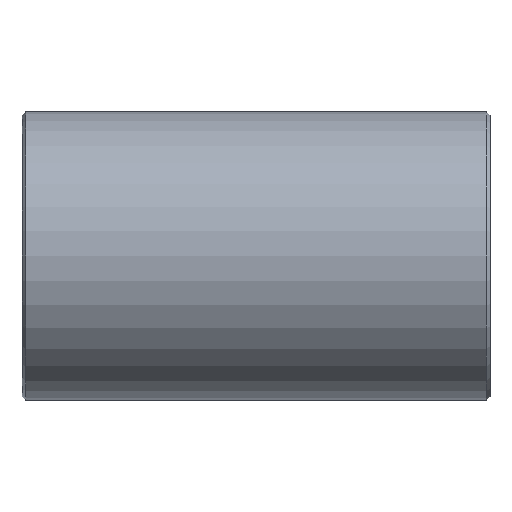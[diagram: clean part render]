
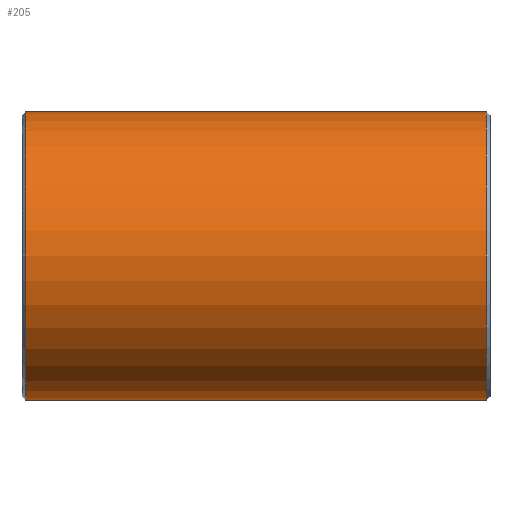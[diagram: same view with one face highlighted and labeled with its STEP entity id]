
A CAD part, front view. The second image highlights one B-rep face of the part: STEP entity #205.
In plain terms, the highlighted cylindrical face has radius 109.537 mm (diameter 219.075 mm), a partial arc.
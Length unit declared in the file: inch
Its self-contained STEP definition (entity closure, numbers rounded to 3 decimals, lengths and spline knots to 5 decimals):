
#42 = FACE_OUTER_BOUND ( 'NONE', #112, .T. ) ;
#71 = DIRECTION ( 'NONE',  ( 1., 0., 0. ) ) ;
#74 = CARTESIAN_POINT ( 'NONE',  ( -6.89267, 0., 0. ) ) ;
#109 = DIRECTION ( 'NONE',  ( -1., 0., 0. ) ) ;
#112 = EDGE_LOOP ( 'NONE', ( #360, #314, #162, #629 ) ) ;
#135 = LINE ( 'NONE', #400, #751 ) ;
#153 = VECTOR ( 'NONE', #453, 39.37008 ) ;
#162 = ORIENTED_EDGE ( 'NONE', *, *, #450, .T. ) ;
#169 = CIRCLE ( 'NONE', #207, 4.3125 ) ;
#181 = VERTEX_POINT ( 'NONE', #569 ) ;
#205 = ADVANCED_FACE ( 'NONE', ( #42 ), #432, .T. ) ;
#206 = CARTESIAN_POINT ( 'NONE',  ( 7., 0., 4.3125 ) ) ;
#207 = AXIS2_PLACEMENT_3D ( 'NONE', #74, #71, #442 ) ;
#227 = CARTESIAN_POINT ( 'NONE',  ( 6.89267, 0., -4.3125 ) ) ;
#241 = CIRCLE ( 'NONE', #490, 4.3125 ) ;
#255 = CARTESIAN_POINT ( 'NONE',  ( 7., 0., 0. ) ) ;
#296 = EDGE_CURVE ( 'NONE', #611, #181, #169, .T. ) ;
#314 = ORIENTED_EDGE ( 'NONE', *, *, #654, .T. ) ;
#360 = ORIENTED_EDGE ( 'NONE', *, *, #696, .F. ) ;
#365 = DIRECTION ( 'NONE',  ( 0., 0., -1. ) ) ;
#380 = AXIS2_PLACEMENT_3D ( 'NONE', #255, #614, #812 ) ;
#400 = CARTESIAN_POINT ( 'NONE',  ( 7., 0., -4.3125 ) ) ;
#432 = CYLINDRICAL_SURFACE ( 'NONE', #380, 4.3125 ) ;
#442 = DIRECTION ( 'NONE',  ( 0., 0., 1. ) ) ;
#450 = EDGE_CURVE ( 'NONE', #509, #611, #818, .T. ) ;
#453 = DIRECTION ( 'NONE',  ( -1., 0., 0. ) ) ;
#490 = AXIS2_PLACEMENT_3D ( 'NONE', #682, #109, #365 ) ;
#505 = VERTEX_POINT ( 'NONE', #227 ) ;
#509 = VERTEX_POINT ( 'NONE', #661 ) ;
#544 = DIRECTION ( 'NONE',  ( -1., 0., 0. ) ) ;
#569 = CARTESIAN_POINT ( 'NONE',  ( -6.89267, 0., -4.3125 ) ) ;
#611 = VERTEX_POINT ( 'NONE', #741 ) ;
#614 = DIRECTION ( 'NONE',  ( -1., 0., 0. ) ) ;
#629 = ORIENTED_EDGE ( 'NONE', *, *, #296, .T. ) ;
#654 = EDGE_CURVE ( 'NONE', #505, #509, #241, .T. ) ;
#661 = CARTESIAN_POINT ( 'NONE',  ( 6.89267, 0., 4.3125 ) ) ;
#682 = CARTESIAN_POINT ( 'NONE',  ( 6.89267, 0., 0. ) ) ;
#696 = EDGE_CURVE ( 'NONE', #505, #181, #135, .T. ) ;
#741 = CARTESIAN_POINT ( 'NONE',  ( -6.89267, 0., 4.3125 ) ) ;
#751 = VECTOR ( 'NONE', #544, 39.37008 ) ;
#812 = DIRECTION ( 'NONE',  ( 0., 0., 1. ) ) ;
#818 = LINE ( 'NONE', #206, #153 ) ;
